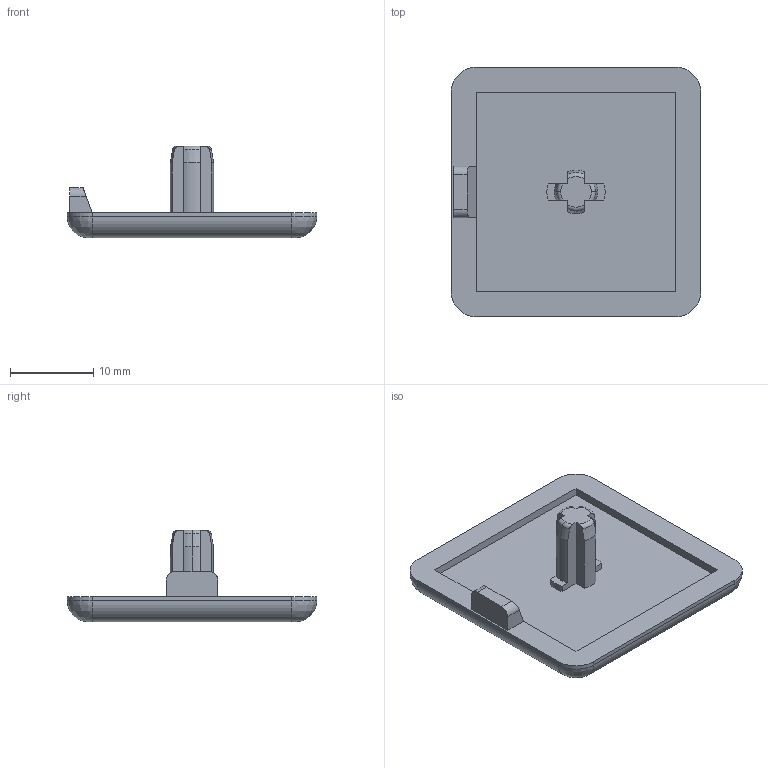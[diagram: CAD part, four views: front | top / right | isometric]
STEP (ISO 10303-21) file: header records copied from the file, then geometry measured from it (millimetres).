
FILE_DESCRIPTION(('FreeCAD Model'),'2;1');
FILE_NAME('Open CASCADE Shape Model','2024-03-18T16:27:50',(''),(''), 'Open CASCADE STEP processor 7.6','FreeCAD','Unknown');
FILE_SCHEMA(('AUTOMOTIVE_DESIGN { 1 0 10303 214 1 1 1 1 }'));
Length unit declared in the file: millimetre
Products named in the file (1): STI6-C3030
Bounding box: 30 x 30 x 11 mm (x, y, z)
Volume: 2137 mm3; surface area: 2312 mm2
Topology: 1 solids, 1 shells, 63 faces, 163 edges, 104 vertices
Faces by surface type: plane 27, cylinder 20, torus 6, cone 6, revolution 4
Entity records: 4604 total; most frequent: CARTESIAN_POINT 1329, DIRECTION 609, LINE 349, VECTOR 349, ORIENTED_EDGE 326, PCURVE 326, DEFINITIONAL_REPRESENTATION 326, EDGE_CURVE 163
